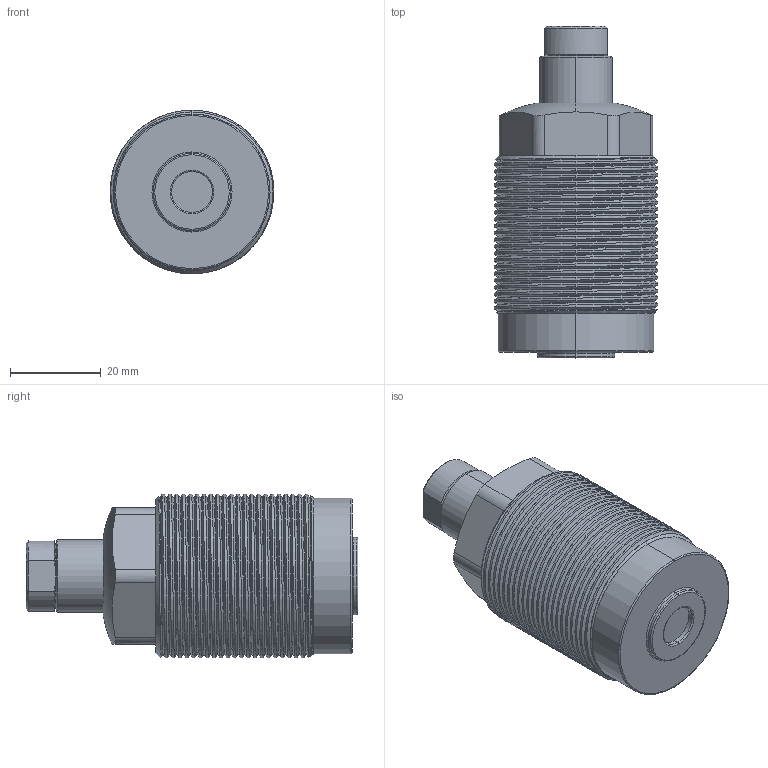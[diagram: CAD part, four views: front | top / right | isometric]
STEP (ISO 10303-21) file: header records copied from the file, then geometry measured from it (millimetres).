
FILE_DESCRIPTION (( 'STEP AP214' ), '1' );
FILE_NAME ('CTC-PD36-10蚾饜芞.STEP', '2021-03-22T01:10:05', ( 'PC' ), ( '' ), 'SwSTEP 2.0', 'SolidWorks 2016', '' );
FILE_SCHEMA (( 'AUTOMOTIVE_DESIGN' ));
Length unit declared in the file: millimetre
Products named in the file (3): CTC-PD36-10活塞杆; CTC-PD36-10掛极; CTC-PD36-10蚾饜芞
Assembly tree (2 placements, depth 2):
  CTC-PD36-10蚾饜芞
    CTC-PD36-10掛极
    CTC-PD36-10活塞杆
Bounding box: 35.99 x 73 x 36 mm (x, y, z)
Volume: 56859.5 mm3; surface area: 14260.6 mm2
Topology: 2 solids, 2 shells, 114 faces, 293 edges, 187 vertices
Faces by surface type: cylinder 67, plane 19, cone 15, torus 10, bspline 3
Entity records: 9381 total; most frequent: CARTESIAN_POINT 6779, ORIENTED_EDGE 582, DIRECTION 471, EDGE_CURVE 291, AXIS2_PLACEMENT_3D 188, VERTEX_POINT 187, EDGE_LOOP 120, ADVANCED_FACE 114
